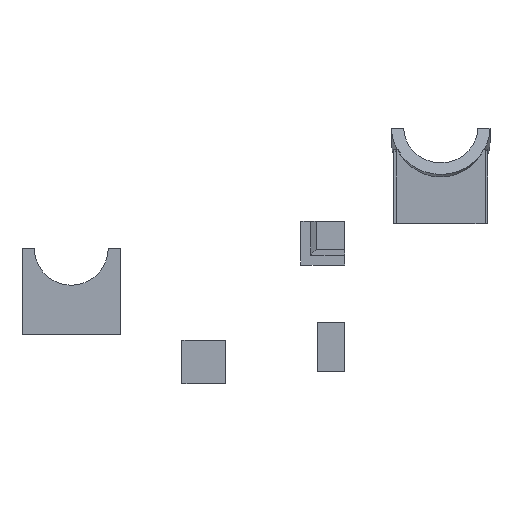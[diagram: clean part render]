
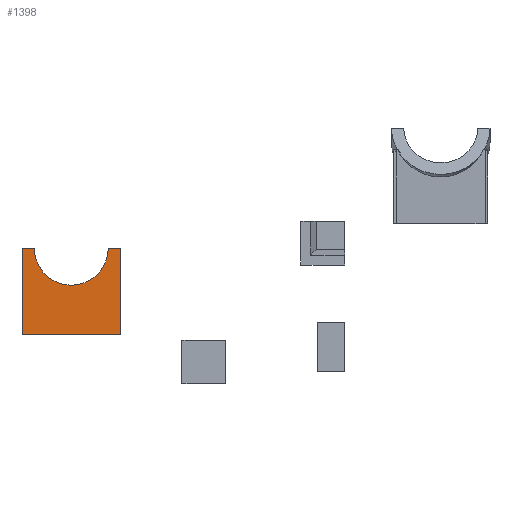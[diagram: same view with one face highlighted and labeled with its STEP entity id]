
A CAD part, front view. The second image highlights one B-rep face of the part: STEP entity #1398.
In plain terms, the highlighted planar face has unit normal (0, -1, 0).
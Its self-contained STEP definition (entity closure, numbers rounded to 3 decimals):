
#48=CIRCLE('',#1515,15.);
#138=FACE_OUTER_BOUND('',#221,.T.);
#221=EDGE_LOOP('',(#1214,#1215,#1216,#1217,#1218,#1219));
#376=LINE('',#2279,#537);
#377=LINE('',#2281,#538);
#378=LINE('',#2283,#539);
#379=LINE('',#2285,#540);
#380=LINE('',#2288,#541);
#537=VECTOR('',#1878,10.);
#538=VECTOR('',#1879,10.);
#539=VECTOR('',#1880,10.);
#540=VECTOR('',#1881,10.);
#541=VECTOR('',#1884,10.);
#669=VERTEX_POINT('',#2277);
#670=VERTEX_POINT('',#2278);
#671=VERTEX_POINT('',#2280);
#672=VERTEX_POINT('',#2282);
#673=VERTEX_POINT('',#2284);
#674=VERTEX_POINT('',#2286);
#855=EDGE_CURVE('',#669,#670,#376,.T.);
#856=EDGE_CURVE('',#671,#669,#377,.T.);
#857=EDGE_CURVE('',#672,#671,#378,.T.);
#858=EDGE_CURVE('',#673,#672,#379,.T.);
#859=EDGE_CURVE('',#673,#674,#48,.T.);
#860=EDGE_CURVE('',#670,#674,#380,.T.);
#1214=ORIENTED_EDGE('',*,*,#855,.F.);
#1215=ORIENTED_EDGE('',*,*,#856,.F.);
#1216=ORIENTED_EDGE('',*,*,#857,.F.);
#1217=ORIENTED_EDGE('',*,*,#858,.F.);
#1218=ORIENTED_EDGE('',*,*,#859,.T.);
#1219=ORIENTED_EDGE('',*,*,#860,.F.);
#1320=PLANE('',#1514);
#1398=ADVANCED_FACE('',(#138),#1320,.F.);
#1514=AXIS2_PLACEMENT_3D('',#2276,#1876,#1877);
#1515=AXIS2_PLACEMENT_3D('',#2287,#1882,#1883);
#1876=DIRECTION('center_axis',(0.,1.,0.));
#1877=DIRECTION('ref_axis',(1.,0.,0.));
#1878=DIRECTION('',(0.,0.,1.));
#1879=DIRECTION('',(-1.,0.,0.));
#1880=DIRECTION('',(0.,0.,-1.));
#1881=DIRECTION('',(1.,0.,0.));
#1882=DIRECTION('center_axis',(0.,1.,0.));
#1883=DIRECTION('ref_axis',(1.,0.,0.));
#1884=DIRECTION('',(1.,0.,0.));
#2276=CARTESIAN_POINT('Origin',(-50.,-11.,32.5));
#2277=CARTESIAN_POINT('',(-70.,-11.,15.));
#2278=CARTESIAN_POINT('',(-70.,-11.,50.));
#2279=CARTESIAN_POINT('',(-70.,-11.,15.));
#2280=CARTESIAN_POINT('',(-30.,-11.,15.));
#2281=CARTESIAN_POINT('',(-30.,-11.,15.));
#2282=CARTESIAN_POINT('',(-30.,-11.,50.));
#2283=CARTESIAN_POINT('',(-30.,-11.,50.));
#2284=CARTESIAN_POINT('',(-35.,-11.,50.));
#2285=CARTESIAN_POINT('',(-35.,-11.,50.));
#2286=CARTESIAN_POINT('',(-65.,-11.,50.));
#2287=CARTESIAN_POINT('Origin',(-50.,-11.,50.));
#2288=CARTESIAN_POINT('',(-70.,-11.,50.));
